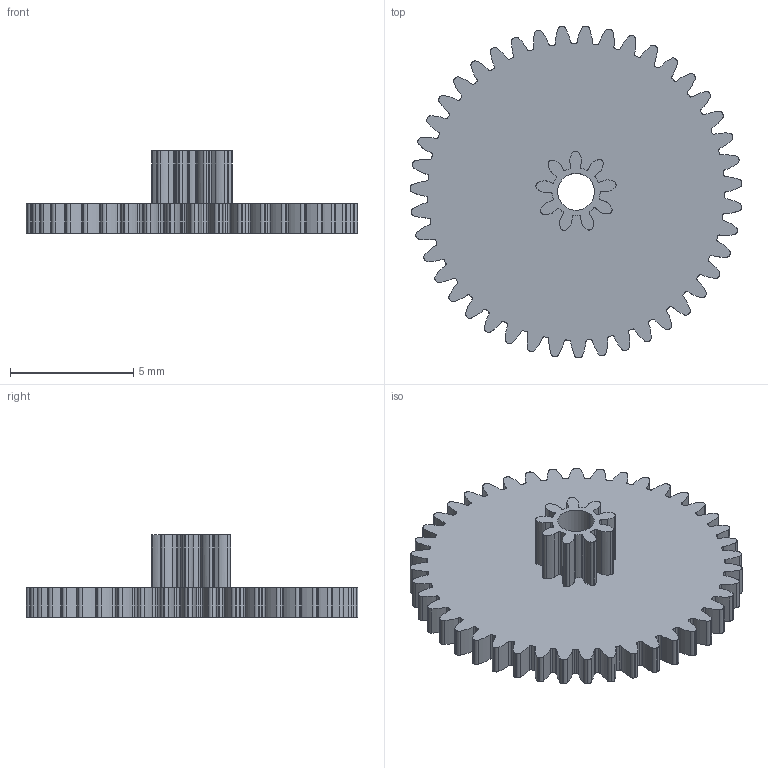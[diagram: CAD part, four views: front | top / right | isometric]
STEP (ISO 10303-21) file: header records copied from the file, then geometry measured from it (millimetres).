
FILE_DESCRIPTION (( 'STEP AP203' ), '1' );
FILE_NAME ('Gear_2__Large_43Teeth_0.3Modulus__Small_9Teeth_0.3Modulus.STEP', '2017-01-14T00:52:48', ( '' ), ( '' ), 'SwSTEP 2.0', 'SolidWorks 2016', '' );
FILE_SCHEMA (( 'CONFIG_CONTROL_DESIGN' ));
Length unit declared in the file: millimetre
Products named in the file (1): Gear_2__Large_43Teeth_0.3Modulus__Small_9Teeth_0.3Modulus
Bounding box: 13.49 x 13.49 x 3.35 mm (x, y, z)
Volume: 160.6 mm3; surface area: 412.7 mm2
Topology: 2 solids, 2 shells, 494 faces, 1470 edges, 980 vertices
Faces by surface type: cylinder 368, bspline 104, plane 22
Entity records: 22049 total; most frequent: CARTESIAN_POINT 8689, ORIENTED_EDGE 2940, DIRECTION 2780, EDGE_CURVE 1470, AXIS2_PLACEMENT_3D 1127, VERTEX_POINT 980, CIRCLE 736, VECTOR 526
